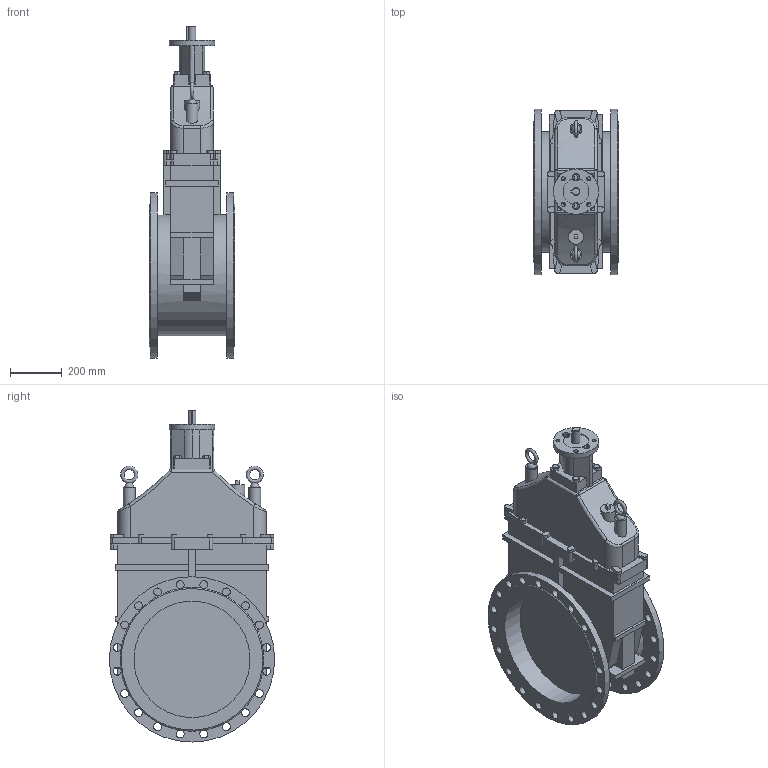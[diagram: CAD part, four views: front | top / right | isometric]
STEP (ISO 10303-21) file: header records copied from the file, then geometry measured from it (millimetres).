
FILE_DESCRIPTION(('STEP AP203'), '1');
FILE_NAME('3D_103-450-16_1', '', ('UNSPECIFIED'), ('UNSPECIFIED'), 'C3D Converter', 'C3D Toolkit', '');
FILE_SCHEMA(('CONFIG_CONTROL_DESIGN'));
Length unit declared in the file: millimetre
Bounding box: 330 x 640 x 1285 mm (x, y, z)
Volume: 92300208.8 mm3; surface area: 2892546.6 mm2
Topology: 4 solids, 4 shells, 4360 faces, 12995 edges, 8648 vertices
Faces by surface type: plane 4224, cylinder 108, bspline 9, cone 7, torus 6, sphere 6
Full cylindrical faces by diameter (mm): 16 x4, 24 x2, 28 x2, 30 x1, 31 x40, 45.709 x2, 175 x1, 450 x2, 467.717 x1, 640 x2
Entity records: 184257 total; most frequent: CARTESIAN_POINT 32134, ORIENTED_EDGE 25844, DIRECTION 21911, EDGE_CURVE 12922, LINE 12431, VECTOR 12431, VERTEX_POINT 8642, AXIS2_PLACEMENT_3D 4740
